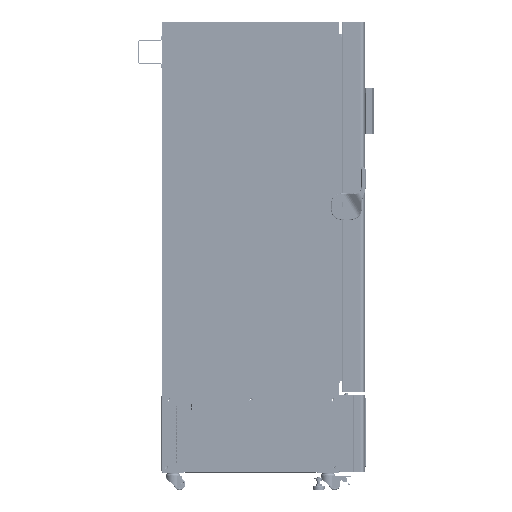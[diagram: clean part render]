
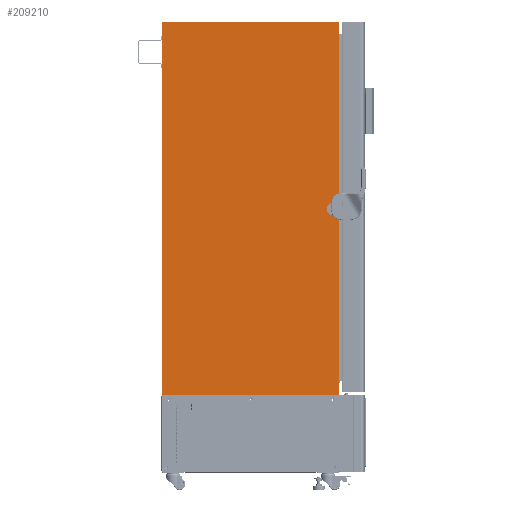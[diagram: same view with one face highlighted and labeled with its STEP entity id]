
A CAD part, front view. The second image highlights one B-rep face of the part: STEP entity #209210.
In plain terms, the highlighted planar face has unit normal (0, -1, 0).
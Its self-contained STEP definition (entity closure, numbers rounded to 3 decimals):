
#2943=FACE_BOUND('',#40220,.T.);
#8447=CIRCLE('',#224983,5.);
#8448=CIRCLE('',#224984,5.);
#8449=CIRCLE('',#224985,5.);
#8450=CIRCLE('',#224986,5.);
#8451=CIRCLE('',#224987,5.);
#8452=CIRCLE('',#224988,5.);
#14462=PLANE('',#224982);
#27808=FACE_OUTER_BOUND('',#40219,.T.);
#40219=EDGE_LOOP('',(#174532,#174533,#174534,#174535));
#40220=EDGE_LOOP('',(#174536,#174537,#174538,#174539,#174540,#174541,#174542,
#174543,#174544,#174545,#174546,#174547));
#47334=LINE('',#320492,#66449);
#47367=LINE('',#320637,#66482);
#47393=LINE('',#320833,#66508);
#57495=LINE('',#379985,#76610);
#58231=LINE('',#382508,#77346);
#58232=LINE('',#382512,#77347);
#58233=LINE('',#382516,#77348);
#58234=LINE('',#382520,#77349);
#58235=LINE('',#382524,#77350);
#58236=LINE('',#382527,#77351);
#66449=VECTOR('',#237364,10.);
#66482=VECTOR('',#237441,10.);
#66508=VECTOR('',#237493,10.);
#76610=VECTOR('',#266485,10.);
#77346=VECTOR('',#268877,10.);
#77347=VECTOR('',#268880,10.);
#77348=VECTOR('',#268883,10.);
#77349=VECTOR('',#268886,10.);
#77350=VECTOR('',#268889,10.);
#77351=VECTOR('',#268892,10.);
#88336=VERTEX_POINT('',#320489);
#88337=VERTEX_POINT('',#320491);
#88378=VERTEX_POINT('',#320632);
#88395=VERTEX_POINT('',#320713);
#98245=VERTEX_POINT('',#382504);
#98246=VERTEX_POINT('',#382505);
#98247=VERTEX_POINT('',#382507);
#98248=VERTEX_POINT('',#382509);
#98249=VERTEX_POINT('',#382511);
#98250=VERTEX_POINT('',#382513);
#98251=VERTEX_POINT('',#382515);
#98252=VERTEX_POINT('',#382517);
#98253=VERTEX_POINT('',#382519);
#98254=VERTEX_POINT('',#382521);
#98255=VERTEX_POINT('',#382523);
#98256=VERTEX_POINT('',#382525);
#108114=EDGE_CURVE('',#88337,#88336,#47334,.T.);
#108165=EDGE_CURVE('',#88378,#88337,#47367,.T.);
#108206=EDGE_CURVE('',#88336,#88395,#47393,.T.);
#123341=EDGE_CURVE('',#88395,#88378,#57495,.T.);
#124494=EDGE_CURVE('',#98245,#98246,#8447,.T.);
#124495=EDGE_CURVE('',#98246,#98247,#58231,.T.);
#124496=EDGE_CURVE('',#98247,#98248,#8448,.T.);
#124497=EDGE_CURVE('',#98248,#98249,#58232,.T.);
#124498=EDGE_CURVE('',#98249,#98250,#8449,.T.);
#124499=EDGE_CURVE('',#98250,#98251,#58233,.T.);
#124500=EDGE_CURVE('',#98251,#98252,#8450,.T.);
#124501=EDGE_CURVE('',#98252,#98253,#58234,.T.);
#124502=EDGE_CURVE('',#98253,#98254,#8451,.T.);
#124503=EDGE_CURVE('',#98254,#98255,#58235,.T.);
#124504=EDGE_CURVE('',#98255,#98256,#8452,.T.);
#124505=EDGE_CURVE('',#98256,#98245,#58236,.T.);
#174532=ORIENTED_EDGE('',*,*,#123341,.T.);
#174533=ORIENTED_EDGE('',*,*,#108165,.T.);
#174534=ORIENTED_EDGE('',*,*,#108114,.T.);
#174535=ORIENTED_EDGE('',*,*,#108206,.T.);
#174536=ORIENTED_EDGE('',*,*,#124494,.T.);
#174537=ORIENTED_EDGE('',*,*,#124495,.T.);
#174538=ORIENTED_EDGE('',*,*,#124496,.T.);
#174539=ORIENTED_EDGE('',*,*,#124497,.T.);
#174540=ORIENTED_EDGE('',*,*,#124498,.T.);
#174541=ORIENTED_EDGE('',*,*,#124499,.T.);
#174542=ORIENTED_EDGE('',*,*,#124500,.T.);
#174543=ORIENTED_EDGE('',*,*,#124501,.T.);
#174544=ORIENTED_EDGE('',*,*,#124502,.T.);
#174545=ORIENTED_EDGE('',*,*,#124503,.T.);
#174546=ORIENTED_EDGE('',*,*,#124504,.T.);
#174547=ORIENTED_EDGE('',*,*,#124505,.T.);
#209210=ADVANCED_FACE('',(#27808,#2943),#14462,.F.);
#224982=AXIS2_PLACEMENT_3D('',#382503,#268873,#268874);
#224983=AXIS2_PLACEMENT_3D('',#382506,#268875,#268876);
#224984=AXIS2_PLACEMENT_3D('',#382510,#268878,#268879);
#224985=AXIS2_PLACEMENT_3D('',#382514,#268881,#268882);
#224986=AXIS2_PLACEMENT_3D('',#382518,#268884,#268885);
#224987=AXIS2_PLACEMENT_3D('',#382522,#268887,#268888);
#224988=AXIS2_PLACEMENT_3D('',#382526,#268890,#268891);
#237364=DIRECTION('',(-1.,0.,0.));
#237441=DIRECTION('',(0.,0.,1.));
#237493=DIRECTION('',(0.,0.,-1.));
#266485=DIRECTION('',(1.,0.,0.));
#268873=DIRECTION('center_axis',(0.,1.,0.));
#268874=DIRECTION('ref_axis',(1.,0.,0.));
#268875=DIRECTION('center_axis',(0.,1.,0.));
#268876=DIRECTION('ref_axis',(-0.383,0.,
0.924));
#268877=DIRECTION('',(1.,0.,0.));
#268878=DIRECTION('center_axis',(0.,1.,0.));
#268879=DIRECTION('ref_axis',(0.707,0.,0.707));
#268880=DIRECTION('',(0.,0.,-1.));
#268881=DIRECTION('center_axis',(0.,1.,0.));
#268882=DIRECTION('ref_axis',(0.707,0.,-0.707));
#268883=DIRECTION('',(-1.,0.,0.));
#268884=DIRECTION('center_axis',(0.,1.,0.));
#268885=DIRECTION('ref_axis',(-0.383,0.,-0.924));
#268886=DIRECTION('',(-0.707,0.,0.707));
#268887=DIRECTION('center_axis',(0.,1.,0.));
#268888=DIRECTION('ref_axis',(-0.924,0.,
-0.383));
#268889=DIRECTION('',(0.,0.,1.));
#268890=DIRECTION('center_axis',(0.,1.,0.));
#268891=DIRECTION('ref_axis',(-0.924,0.,
0.383));
#268892=DIRECTION('',(0.707,0.,0.707));
#320489=CARTESIAN_POINT('',(-377.75,-667.51,1595.75));
#320491=CARTESIAN_POINT('',(377.75,-667.509,1595.75));
#320492=CARTESIAN_POINT('',(188.875,-667.509,1595.75));
#320632=CARTESIAN_POINT('',(377.75,-667.509,4.25));
#320637=CARTESIAN_POINT('',(377.75,-667.509,401.25));
#320713=CARTESIAN_POINT('',(-377.75,-667.51,4.25));
#320833=CARTESIAN_POINT('',(-377.75,-667.51,1198.75));
#379985=CARTESIAN_POINT('',(-188.875,-667.51,4.25));
#382503=CARTESIAN_POINT('Origin',(0.,-667.51,
800.));
#382504=CARTESIAN_POINT('',(339.152,-667.509,822.419));
#382505=CARTESIAN_POINT('',(342.688,-667.509,823.883));
#382506=CARTESIAN_POINT('Origin',(342.688,-667.509,818.883));
#382507=CARTESIAN_POINT('',(364.617,-667.509,823.883));
#382508=CARTESIAN_POINT('',(184.808,-667.509,823.883));
#382509=CARTESIAN_POINT('',(369.617,-667.509,818.883));
#382510=CARTESIAN_POINT('Origin',(364.617,-667.509,818.883));
#382511=CARTESIAN_POINT('',(369.617,-667.509,776.883));
#382512=CARTESIAN_POINT('',(369.617,-667.509,785.942));
#382513=CARTESIAN_POINT('',(364.617,-667.509,771.883));
#382514=CARTESIAN_POINT('Origin',(364.617,-667.509,776.883));
#382515=CARTESIAN_POINT('',(342.688,-667.509,771.883));
#382516=CARTESIAN_POINT('',(170.308,-667.509,771.883));
#382517=CARTESIAN_POINT('',(339.152,-667.509,773.348));
#382518=CARTESIAN_POINT('Origin',(342.688,-667.509,776.883));
#382519=CARTESIAN_POINT('',(328.581,-667.509,783.919));
#382520=CARTESIAN_POINT('',(241.683,-667.509,870.817));
#382521=CARTESIAN_POINT('',(327.117,-667.509,787.455));
#382522=CARTESIAN_POINT('Origin',(332.117,-667.509,787.455));
#382523=CARTESIAN_POINT('',(327.117,-667.509,808.312));
#382524=CARTESIAN_POINT('',(327.117,-667.509,805.192));
#382525=CARTESIAN_POINT('',(328.581,-667.509,811.848));
#382526=CARTESIAN_POINT('Origin',(332.117,-667.509,808.312));
#382527=CARTESIAN_POINT('',(249.492,-667.509,732.758));
